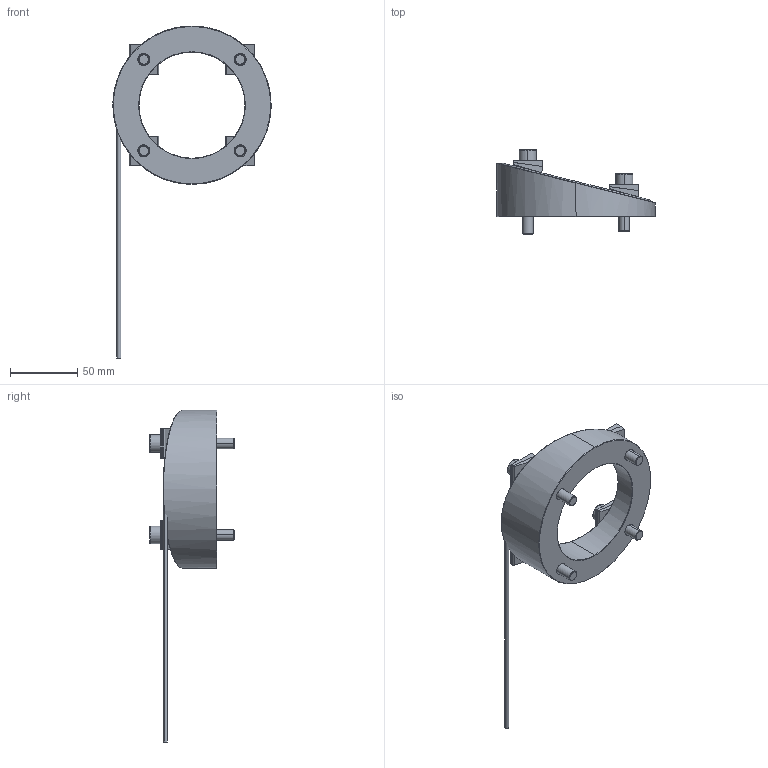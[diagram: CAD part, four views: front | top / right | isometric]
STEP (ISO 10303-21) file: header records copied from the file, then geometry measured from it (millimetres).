
FILE_DESCRIPTION (( 'STEP AP214' ), '1' );
FILE_NAME ('57017600.STEP', '2008-06-25T05:44:41', ( '' ), ( '' ), 'SwSTEP 2.0', 'SolidWorks 2008', '' );
FILE_SCHEMA (( 'AUTOMOTIVE_DESIGN' ));
Length unit declared in the file: millimetre
Products named in the file (6): 84155_Standard; 93666_Standard; 82391_Standard; 83263_Standard; 93665_Standard; 57017600
Assembly tree (14 placements, depth 2):
  57017600
    93665_Standard  x2
    82391_Standard
    93666_Standard  x2
    83263_Standard  x8
    84155_Standard
Bounding box: 118 x 63 x 247.4 mm (x, y, z)
Volume: 170318.8 mm3; surface area: 53086.1 mm2
Topology: 15 solids, 15 shells, 231 faces, 510 edges, 317 vertices
Faces by surface type: plane 118, cylinder 67, cone 22, torus 20, bspline 4
Entity records: 4285 total; most frequent: CARTESIAN_POINT 1497, DIRECTION 555, ORIENTED_EDGE 506, EDGE_CURVE 253, AXIS2_PLACEMENT_3D 225, VERTEX_POINT 155, EDGE_LOOP 128, ADVANCED_FACE 112
